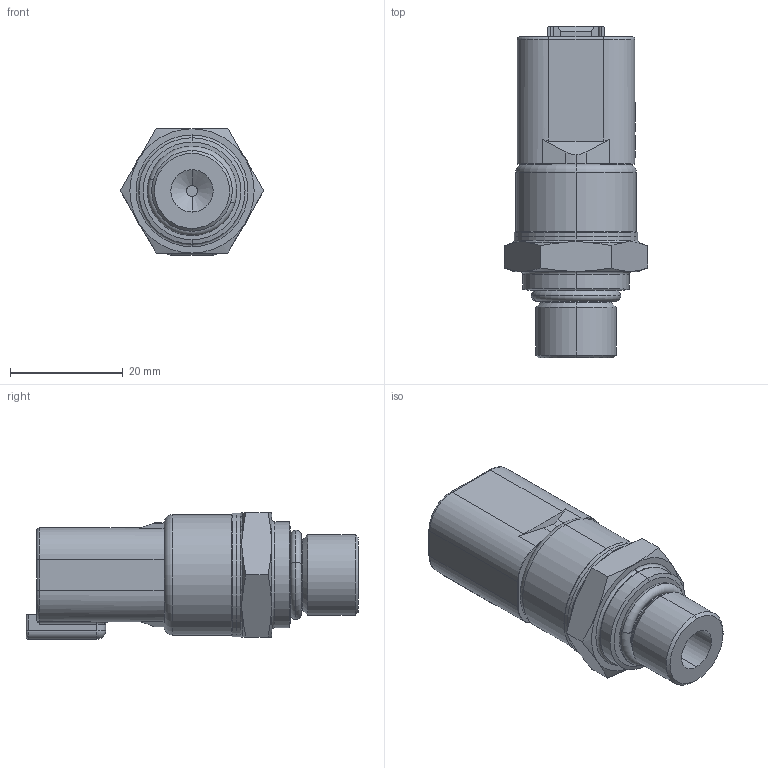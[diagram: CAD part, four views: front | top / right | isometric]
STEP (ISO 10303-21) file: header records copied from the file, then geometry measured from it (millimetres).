
FILE_DESCRIPTION (( 'STEP AP214' ), '1' );
FILE_NAME ('067112~01.STEP', '2013-11-05T07:57:01', ( 'Windows-Benutzer' ), ( 'Sensor-Technik Wiedemann GmbH' ), 'SwSTEP 2.0', 'SolidWorks 2013', '' );
FILE_SCHEMA (( 'AUTOMOTIVE_DESIGN' ));
Length unit declared in the file: millimetre
Products named in the file (6): 052415; 037511~05; 034165~04; 033042~05; 036213~02; 067112~01
Assembly tree (5 placements, depth 2):
  067112~01
    036213~02
    033042~05
    034165~04
    037511~05
    052415
Bounding box: 25.4 x 58.8 x 22.39 mm (x, y, z)
Volume: 8243.5 mm3; surface area: 9471.7 mm2
Topology: 5 solids, 5 shells, 670 faces, 1705 edges, 1074 vertices
Faces by surface type: plane 237, cylinder 155, bspline 101, torus 95, cone 76, sphere 6
Entity records: 26452 total; most frequent: CARTESIAN_POINT 10301, ORIENTED_EDGE 3382, DIRECTION 3047, EDGE_CURVE 1691, AXIS2_PLACEMENT_3D 1116, VERTEX_POINT 1066, LINE 815, VECTOR 815
